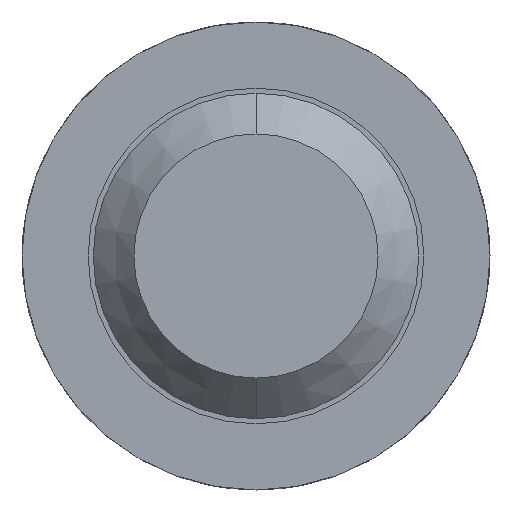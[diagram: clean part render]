
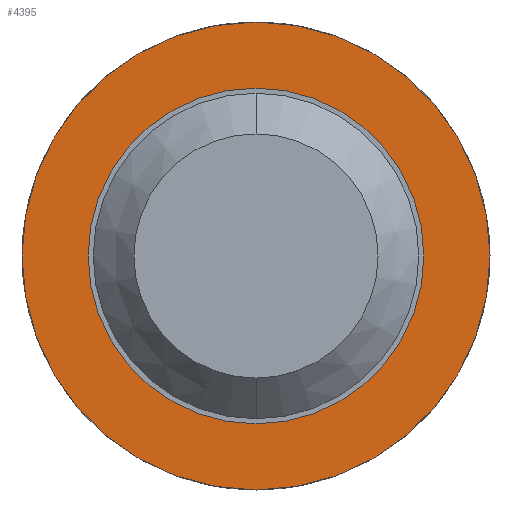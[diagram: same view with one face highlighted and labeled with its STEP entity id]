
A CAD part, front view. The second image highlights one B-rep face of the part: STEP entity #4395.
In plain terms, the highlighted planar face has unit normal (0, -1, 0).
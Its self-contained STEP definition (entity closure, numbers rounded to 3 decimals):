
#25 = VERTEX_POINT ( 'NONE', #3552 ) ;
#54 = PLANE ( 'NONE',  #332 ) ;
#93 = ORIENTED_EDGE ( 'NONE', *, *, #1643, .T. ) ;
#137 = EDGE_CURVE ( 'Defeature ausgef�hrt3_38+Defeature ausgef�hrt3_44+Defeature ausgef�hrt3_44+Defeature ausgef�hrt3_44', #4837, #25, #2056, .T. ) ;
#169 = CIRCLE ( 'NONE', #2245, 1.15 ) ;
#244 = DIRECTION ( 'NONE',  ( 0., 1., 0. ) ) ;
#332 = AXIS2_PLACEMENT_3D ( 'NONE', #4884, #2425, #463 ) ;
#454 = EDGE_LOOP ( 'NONE', ( #93, #3082 ) ) ;
#455 = DIRECTION ( 'NONE',  ( 0., 1., 0. ) ) ;
#463 = DIRECTION ( 'NONE',  ( 0., 0., 1. ) ) ;
#984 = CARTESIAN_POINT ( 'NONE',  ( 0., -1.5, 0. ) ) ;
#1100 = AXIS2_PLACEMENT_3D ( 'NONE', #3275, #455, #2032 ) ;
#1333 = FACE_BOUND ( 'NONE', #454, .T. ) ;
#1348 = DIRECTION ( 'NONE',  ( 0., 0., 1. ) ) ;
#1364 = CIRCLE ( 'NONE', #4543, 0.825 ) ;
#1639 = EDGE_LOOP ( 'NONE', ( #2506, #3728 ) ) ;
#1643 = EDGE_CURVE ( 'Defeature ausgef�hrt3_44+Defeature ausgef�hrt3_43+Defeature ausgef�hrt3_43+Defeature ausgef�hrt3_43', #1886, #4163, #1364, .T. ) ;
#1824 = CARTESIAN_POINT ( 'NONE',  ( 0., -1.5, 0. ) ) ;
#1886 = VERTEX_POINT ( 'NONE', #4839 ) ;
#2032 = DIRECTION ( 'NONE',  ( 0., 0., 1. ) ) ;
#2056 = CIRCLE ( 'NONE', #4640, 1.15 ) ;
#2126 = DIRECTION ( 'NONE',  ( 0., 1., 0. ) ) ;
#2245 = AXIS2_PLACEMENT_3D ( 'NONE', #984, #2126, #3411 ) ;
#2425 = DIRECTION ( 'NONE',  ( 0., 1., 0. ) ) ;
#2459 = CARTESIAN_POINT ( 'NONE',  ( 0., -1.5, -1.15 ) ) ;
#2506 = ORIENTED_EDGE ( 'NONE', *, *, #3089, .F. ) ;
#2533 = CARTESIAN_POINT ( 'NONE',  ( 0., -1.5, 0. ) ) ;
#3082 = ORIENTED_EDGE ( 'NONE', *, *, #3398, .T. ) ;
#3089 = EDGE_CURVE ( 'Defeature ausgef�hrt3_38+Defeature ausgef�hrt3_44+Defeature ausgef�hrt3_44+Defeature ausgef�hrt3_44', #25, #4837, #169, .T. ) ;
#3275 = CARTESIAN_POINT ( 'NONE',  ( 0., -1.5, 0. ) ) ;
#3398 = EDGE_CURVE ( 'Defeature ausgef�hrt3_44+Defeature ausgef�hrt3_43+Defeature ausgef�hrt3_43+Defeature ausgef�hrt3_43', #4163, #1886, #4569, .T. ) ;
#3411 = DIRECTION ( 'NONE',  ( 0., 0., 1. ) ) ;
#3552 = CARTESIAN_POINT ( 'NONE',  ( 0., -1.5, 1.15 ) ) ;
#3728 = ORIENTED_EDGE ( 'NONE', *, *, #137, .F. ) ;
#3752 = DIRECTION ( 'NONE',  ( 0., 1., 0. ) ) ;
#4163 = VERTEX_POINT ( 'NONE', #4583 ) ;
#4225 = FACE_OUTER_BOUND ( 'NONE', #1639, .T. ) ;
#4395 = ADVANCED_FACE ( 'Defeature ausgef�hrt3_44', ( #4225, #1333 ), #54, .F. ) ;
#4543 = AXIS2_PLACEMENT_3D ( 'NONE', #2533, #3752, #1348 ) ;
#4569 = CIRCLE ( 'NONE', #1100, 0.825 ) ;
#4583 = CARTESIAN_POINT ( 'NONE',  ( 0., -1.5, -0.825 ) ) ;
#4640 = AXIS2_PLACEMENT_3D ( 'NONE', #1824, #244, #4686 ) ;
#4686 = DIRECTION ( 'NONE',  ( 0., 0., 1. ) ) ;
#4837 = VERTEX_POINT ( 'NONE', #2459 ) ;
#4839 = CARTESIAN_POINT ( 'NONE',  ( 0., -1.5, 0.825 ) ) ;
#4884 = CARTESIAN_POINT ( 'NONE',  ( 0.825, -1.5, 0. ) ) ;
